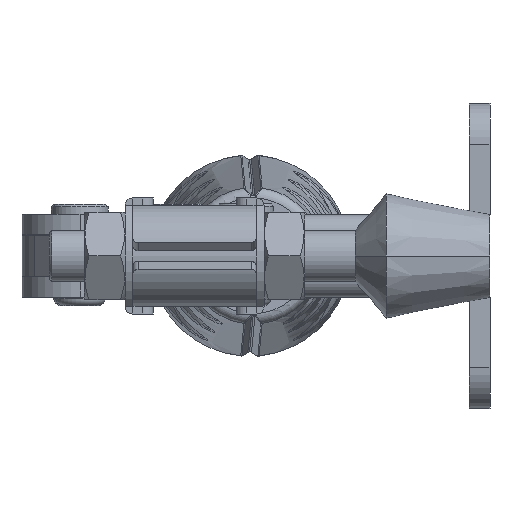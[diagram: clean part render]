
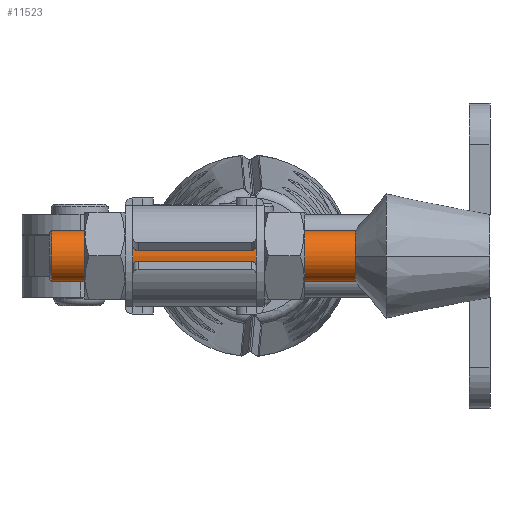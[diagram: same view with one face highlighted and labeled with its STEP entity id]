
A CAD part, left-side view. The second image highlights one B-rep face of the part: STEP entity #11523.
In plain terms, the highlighted cylindrical face has radius 5 mm (diameter 10 mm), a partial arc.
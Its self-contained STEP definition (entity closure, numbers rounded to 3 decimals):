
#548 = DIRECTION ( 'NONE',  ( 0., 0., 1. ) ) ;
#1049 = EDGE_CURVE ( 'NONE', #22441, #7311, #20185, .T. ) ;
#1060 = AXIS2_PLACEMENT_3D ( 'NONE', #21376, #10372, #23276 ) ;
#1190 = AXIS2_PLACEMENT_3D ( 'NONE', #11559, #15396, #548 ) ;
#1815 = EDGE_LOOP ( 'NONE', ( #14393, #22270, #17213, #20993 ) ) ;
#1879 = DIRECTION ( 'NONE',  ( 0., 0., 1. ) ) ;
#2118 = CARTESIAN_POINT ( 'NONE',  ( 0., 1., 0. ) ) ;
#2180 = DIRECTION ( 'NONE',  ( 0., 1., 0. ) ) ;
#4955 = EDGE_CURVE ( 'NONE', #7311, #22718, #19749, .T. ) ;
#5554 = CYLINDRICAL_SURFACE ( 'NONE', #1190, 5. ) ;
#6149 = FACE_OUTER_BOUND ( 'NONE', #1815, .T. ) ;
#6718 = CARTESIAN_POINT ( 'NONE',  ( 0., 41.987, -5. ) ) ;
#7311 = VERTEX_POINT ( 'NONE', #9734 ) ;
#8076 = VECTOR ( 'NONE', #8595, 1000. ) ;
#8172 = AXIS2_PLACEMENT_3D ( 'NONE', #2118, #2180, #1879 ) ;
#8595 = DIRECTION ( 'NONE',  ( 0., 1., 0. ) ) ;
#9734 = CARTESIAN_POINT ( 'NONE',  ( 0., 1., 5. ) ) ;
#10136 = EDGE_CURVE ( 'NONE', #22441, #12939, #17823, .T. ) ;
#10372 = DIRECTION ( 'NONE',  ( 0., -1., 0. ) ) ;
#11523 = ADVANCED_FACE ( 'NONE', ( #6149 ), #5554, .T. ) ;
#11559 = CARTESIAN_POINT ( 'NONE',  ( 0., 41.987, 0. ) ) ;
#12125 = CARTESIAN_POINT ( 'NONE',  ( 0., 41.987, 5. ) ) ;
#12607 = EDGE_CURVE ( 'NONE', #22718, #12939, #18777, .T. ) ;
#12939 = VERTEX_POINT ( 'NONE', #22106 ) ;
#14303 = VECTOR ( 'NONE', #23107, 1000. ) ;
#14393 = ORIENTED_EDGE ( 'NONE', *, *, #10136, .F. ) ;
#15015 = CARTESIAN_POINT ( 'NONE',  ( 0., 1., -5. ) ) ;
#15396 = DIRECTION ( 'NONE',  ( 0., 1., 0. ) ) ;
#17213 = ORIENTED_EDGE ( 'NONE', *, *, #4955, .T. ) ;
#17823 = LINE ( 'NONE', #6718, #8076 ) ;
#18777 = CIRCLE ( 'NONE', #1060, 5. ) ;
#19749 = LINE ( 'NONE', #12125, #14303 ) ;
#20185 = CIRCLE ( 'NONE', #8172, 5. ) ;
#20993 = ORIENTED_EDGE ( 'NONE', *, *, #12607, .T. ) ;
#21376 = CARTESIAN_POINT ( 'NONE',  ( 0., 84.5, 0. ) ) ;
#22106 = CARTESIAN_POINT ( 'NONE',  ( 0., 84.5, -5. ) ) ;
#22270 = ORIENTED_EDGE ( 'NONE', *, *, #1049, .T. ) ;
#22441 = VERTEX_POINT ( 'NONE', #15015 ) ;
#22718 = VERTEX_POINT ( 'NONE', #23145 ) ;
#23107 = DIRECTION ( 'NONE',  ( 0., 1., 0. ) ) ;
#23145 = CARTESIAN_POINT ( 'NONE',  ( 0., 84.5, 5. ) ) ;
#23276 = DIRECTION ( 'NONE',  ( 0., 0., 1. ) ) ;
